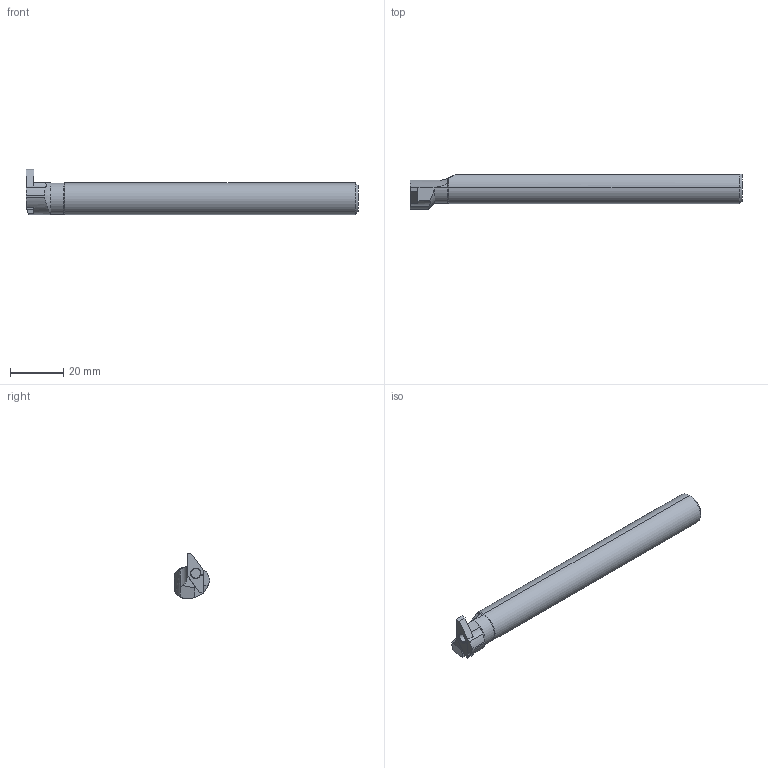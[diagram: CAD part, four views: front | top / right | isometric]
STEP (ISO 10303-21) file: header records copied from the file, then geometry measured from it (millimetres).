
FILE_DESCRIPTION (( 'STEP AP203' ), '1' );
FILE_NAME ('CUT-371-21.step', '2018-12-05T10:01:44', ( '' ), ( '' ), 'SwSTEP 2.0', 'SolidWorks 2018', '' );
FILE_SCHEMA (( 'CONFIG_CONTROL_DESIGN' ));
Length unit declared in the file: millimetre
Products named in the file (3): CUT-371-21; CUT-371_21; CUT-371_Platte_10005
Assembly tree (2 placements, depth 2):
  CUT-371-21
    CUT-371_21
    CUT-371_Platte_10005
Bounding box: 125 x 13.2 x 17 mm (x, y, z)
Volume: 13279 mm3; surface area: 5087 mm2
Topology: 2 solids, 2 shells, 69 faces, 175 edges, 111 vertices
Faces by surface type: plane 35, cylinder 15, cone 14, torus 4, bspline 1
Entity records: 2481 total; most frequent: CARTESIAN_POINT 552, ORIENTED_EDGE 350, DIRECTION 331, EDGE_CURVE 175, AXIS2_PLACEMENT_3D 114, VERTEX_POINT 111, LINE 103, VECTOR 103
